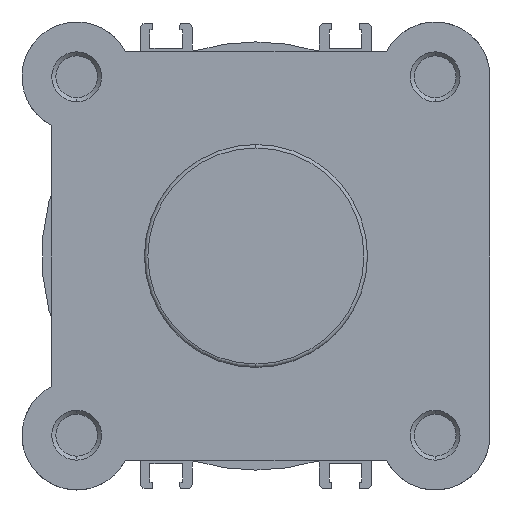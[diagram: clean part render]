
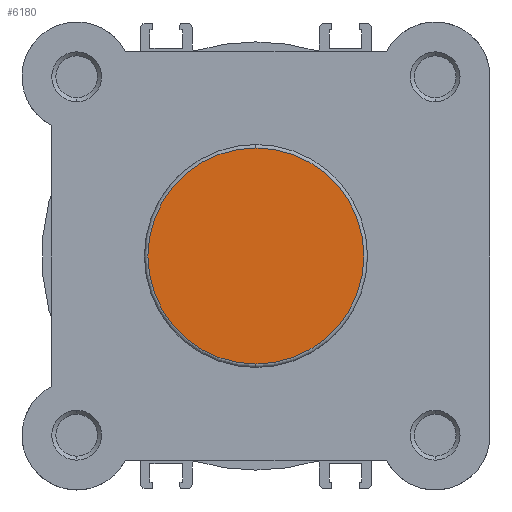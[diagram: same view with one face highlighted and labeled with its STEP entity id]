
A CAD part, left-side view. The second image highlights one B-rep face of the part: STEP entity #6180.
In plain terms, the highlighted planar face has unit normal (-1, 0, 0).
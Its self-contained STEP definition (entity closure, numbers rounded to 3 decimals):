
#600 = CARTESIAN_POINT ( 'NONE',  ( 0., 0., 0. ) ) ;
#606 = DIRECTION ( 'NONE',  ( -1., 0., 0. ) ) ;
#607 = DIRECTION ( 'NONE',  ( 0., 0., -1. ) ) ;
#716 = CARTESIAN_POINT ( 'NONE',  ( 0., 0., 0. ) ) ;
#723 = DIRECTION ( 'NONE',  ( -1., 0., 0. ) ) ;
#724 = DIRECTION ( 'NONE',  ( 0., 0., -1. ) ) ;
#1463 = CIRCLE ( 'NONE', #5115, 21.7 ) ;
#1516 = CIRCLE ( 'NONE', #5147, 21.7 ) ;
#2195 = FACE_OUTER_BOUND ( 'NONE', #6022, .T. ) ;
#2960 = CARTESIAN_POINT ( 'NONE',  ( 0., 22.4, 0. ) ) ;
#2961 = PLANE ( 'NONE',  #5418 ) ;
#2963 = DIRECTION ( 'NONE',  ( 1., 0., 0. ) ) ;
#2964 = DIRECTION ( 'NONE',  ( 0., 0., -1. ) ) ;
#3431 = VERTEX_POINT ( 'NONE', #4173 ) ;
#3439 = VERTEX_POINT ( 'NONE', #4181 ) ;
#4173 = CARTESIAN_POINT ( 'NONE',  ( 0., 0., -21.7 ) ) ;
#4181 = CARTESIAN_POINT ( 'NONE',  ( 0., 0., 21.7 ) ) ;
#4604 = EDGE_CURVE ( 'NONE', #3431, #3439, #1463, .T. ) ;
#4646 = EDGE_CURVE ( 'NONE', #3439, #3431, #1516, .T. ) ;
#5115 = AXIS2_PLACEMENT_3D ( 'NONE', #600, #606, #607 ) ;
#5147 = AXIS2_PLACEMENT_3D ( 'NONE', #716, #723, #724 ) ;
#5418 = AXIS2_PLACEMENT_3D ( 'NONE', #2960, #2963, #2964 ) ;
#6022 = EDGE_LOOP ( 'NONE', ( #6187, #6186 ) ) ;
#6180 = ADVANCED_FACE ( 'NONE', ( #2195 ), #2961, .F. ) ;
#6186 = ORIENTED_EDGE ( 'NONE', *, *, #4646, .T. ) ;
#6187 = ORIENTED_EDGE ( 'NONE', *, *, #4604, .T. ) ;
